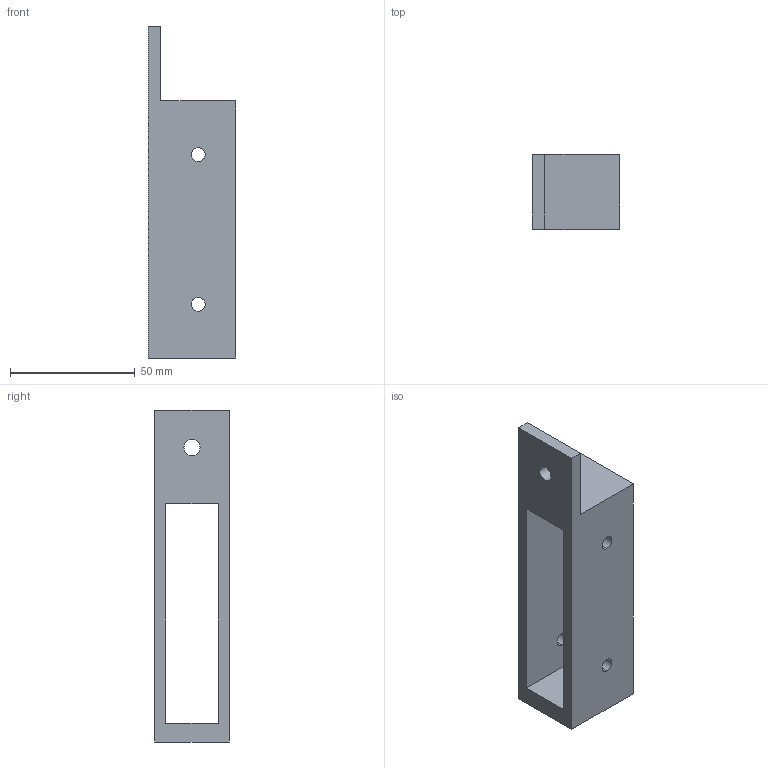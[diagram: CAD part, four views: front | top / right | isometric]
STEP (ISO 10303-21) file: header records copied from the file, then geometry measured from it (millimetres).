
FILE_DESCRIPTION(('CATIA V5 STEP Exchange'),'2;1');
FILE_NAME('Bearing_Holder_3030_Two.stp','2020-04-11T17:38:01+00:00',('none'),('none'),'CATIA Version 5 Release 21 GA (IN-10)','CATIA V5 STEP AP203','none');
FILE_SCHEMA(('CONFIG_CONTROL_DESIGN'));
Length unit declared in the file: millimetre
Products named in the file (1): Bearing_Holder_3030_Two
Bounding box: 35 x 30 x 132.85 mm (x, y, z)
Volume: 47329.2 mm3; surface area: 21657 mm2
Topology: 1 solids, 1 shells, 22 faces, 64 edges, 44 vertices
Faces by surface type: plane 12, cylinder 10
Entity records: 751 total; most frequent: ORIENTED_EDGE 128, CARTESIAN_POINT 124, DIRECTION 94, EDGE_CURVE 64, VECTOR 44, LINE 44, VERTEX_POINT 44, AXIS2_PLACEMENT_3D 36
